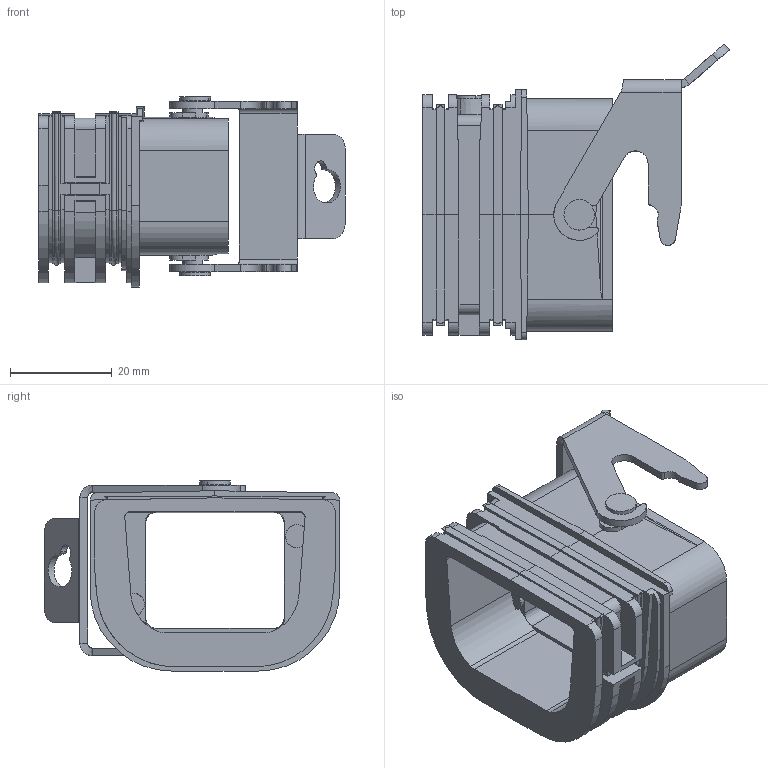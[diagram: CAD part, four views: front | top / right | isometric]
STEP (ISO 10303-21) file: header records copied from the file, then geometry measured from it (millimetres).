
FILE_DESCRIPTION(('CATIA V5 STEP Exchange','CAx-IF Rec.Pracs.--- Model Styling and Organization---1.5--- 2016-08-15','CAx-IF Rec.Pracs.---Supplemental Geometry---1.0---2011-11-01','CAx-IF Rec.Pracs.--- Composite Materials ---1.1---2010-07-15'),'2;1');
FILE_NAME ('015775-2_1', '2025-09-01T10:38:13+00:00', ('none'), ('Weidmueller'), 'CATIA Version 5-6 Release 2024 SP4', 'CATIA V5 STEP AP214 v3', 'none');
FILE_SCHEMA(('AUTOMOTIVE_DESIGN { 1 0 10303 214 1 1 1 1 }'));
Length unit declared in the file: millimetre
Products named in the file (1): 1532210000
Bounding box: 60.11 x 58 x 37.3 mm (x, y, z)
Volume: 18657 mm3; surface area: 17351.1 mm2
Topology: 1 solids, 5 shells, 496 faces, 1366 edges, 877 vertices
Faces by surface type: plane 258, cylinder 159, cone 47, torus 12, bspline 10, sphere 8, extrusion 2
Entity records: 16076 total; most frequent: CARTESIAN_POINT 4295, ORIENTED_EDGE 2716, DIRECTION 1732, EDGE_CURVE 1358, VERTEX_POINT 877, VECTOR 780, LINE 778, AXIS2_PLACEMENT_3D 643
